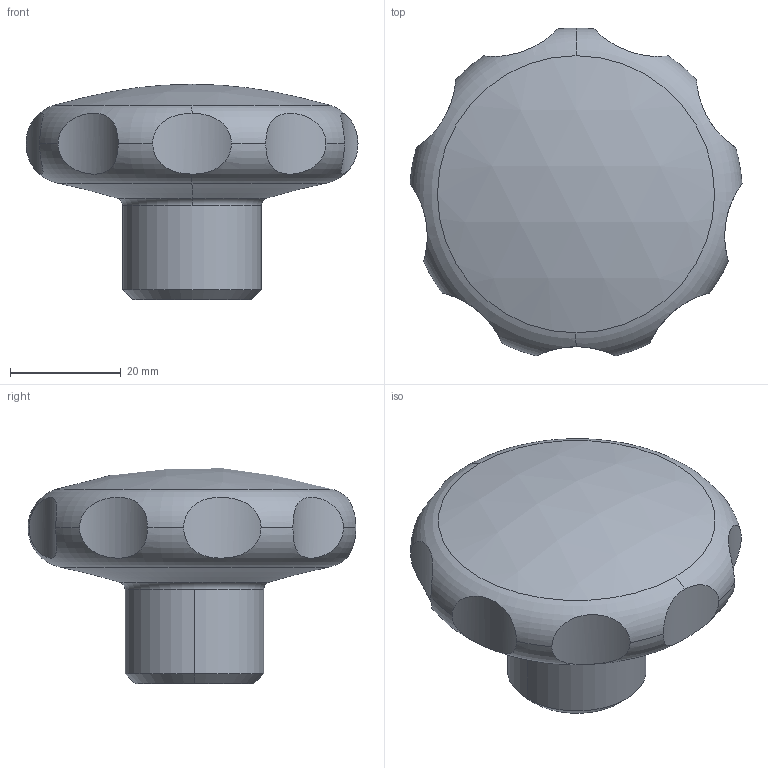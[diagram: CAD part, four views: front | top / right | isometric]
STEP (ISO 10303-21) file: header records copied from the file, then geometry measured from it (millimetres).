
FILE_DESCRIPTION(('STEP AP214'),'1');
FILE_NAME('HALDERN_EH_24690_0663.stp','2021-06-29T12:37:19',('TraceParts'),('TraceParts S.A.'),'Spatial InterOp 3D',' ',' ');
FILE_SCHEMA(('AUTOMOTIVE_DESIGN { 1 0 10303 214 1 1 1 1 }'));
Length unit declared in the file: millimetre
Products named in the file (1): HALDERN_EH_24690_0663
Bounding box: 59.88 x 59.15 x 38.84 mm (x, y, z)
Volume: 48291.3 mm3; surface area: 9168.8 mm2
Topology: 1 solids, 1 shells, 27 faces, 69 edges, 43 vertices
Faces by surface type: cylinder 13, torus 8, cone 4, plane 1, sphere 1
Entity records: 1422 total; most frequent: CARTESIAN_POINT 548, DIRECTION 142, ORIENTED_EDGE 134, AXIS2_PLACEMENT_3D 67, EDGE_CURVE 67, VERTEX_POINT 43, CIRCLE 39, EDGE_LOOP 28
